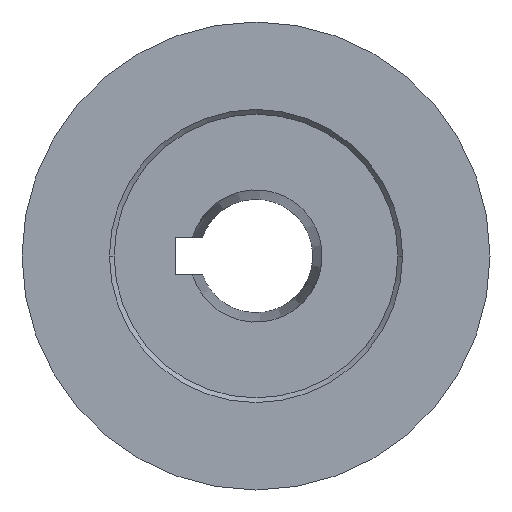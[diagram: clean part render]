
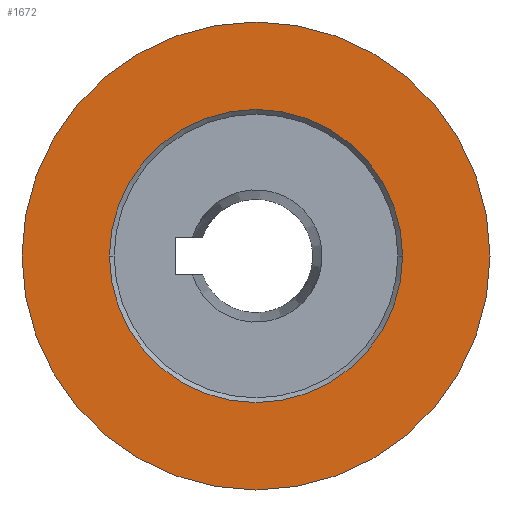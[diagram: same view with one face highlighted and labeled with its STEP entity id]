
A CAD part, left-side view. The second image highlights one B-rep face of the part: STEP entity #1672.
In plain terms, the highlighted planar face has unit normal (-1, 0, 0).
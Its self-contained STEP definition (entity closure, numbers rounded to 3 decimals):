
#638=CARTESIAN_POINT('',(0.,0.,0.));
#639=DIRECTION('',(-1.,0.,0.));
#640=DIRECTION('',(0.,1.,0.));
#641=AXIS2_PLACEMENT_3D('',#638,#639,#640);
#643=CARTESIAN_POINT('',(0.,0.,0.));
#644=DIRECTION('',(1.,0.,0.));
#645=DIRECTION('',(0.,1.,0.));
#646=AXIS2_PLACEMENT_3D('',#643,#644,#645);
#648=CARTESIAN_POINT('',(0.,0.,
0.));
#649=DIRECTION('',(-1.,0.,0.));
#650=DIRECTION('',(0.,1.,0.));
#651=AXIS2_PLACEMENT_3D('',#648,#649,#650);
#653=CARTESIAN_POINT('',(0.,0.,0.));
#654=DIRECTION('',(-1.,0.,0.));
#655=DIRECTION('',(0.,-1.,0.));
#656=AXIS2_PLACEMENT_3D('',#653,#654,#655);
#709=CARTESIAN_POINT('',(0.,24.75,0.));
#711=VERTEX_POINT('',#709);
#717=CARTESIAN_POINT('',(0.,-24.75,0.));
#719=VERTEX_POINT('',#717);
#836=CARTESIAN_POINT('',(0.,15.5,0.));
#837=CARTESIAN_POINT('',(0.,-15.5,0.));
#838=VERTEX_POINT('',#836);
#839=VERTEX_POINT('',#837);
#1659=CARTESIAN_POINT('',(0.,0.,0.));
#1660=DIRECTION('',(-1.,0.,0.));
#1661=DIRECTION('',(0.,1.,0.));
#1662=AXIS2_PLACEMENT_3D('',#1659,#1660,#1661);
#1663=PLANE('',#1662);
#1664=ORIENTED_EDGE('',*,*,#1652,.F.);
#1665=ORIENTED_EDGE('',*,*,#1641,.T.);
#1666=EDGE_LOOP('',(#1664,#1665));
#1667=FACE_OUTER_BOUND('',#1666,.F.);
#1668=ORIENTED_EDGE('',*,*,#889,.T.);
#1669=ORIENTED_EDGE('',*,*,#904,.T.);
#1670=EDGE_LOOP('',(#1668,#1669));
#1671=FACE_BOUND('',#1670,.F.);
#1672=ADVANCED_FACE('',(#1667,#1671),#1663,.T.);
#642=CIRCLE('',#641,24.75);
#647=CIRCLE('',#646,24.75);
#652=CIRCLE('',#651,15.5);
#657=CIRCLE('',#656,15.5);
#889=EDGE_CURVE('',#838,#839,#652,.T.);
#904=EDGE_CURVE('',#839,#838,#657,.T.);
#1641=EDGE_CURVE('',#711,#719,#647,.T.);
#1652=EDGE_CURVE('',#711,#719,#642,.T.);
